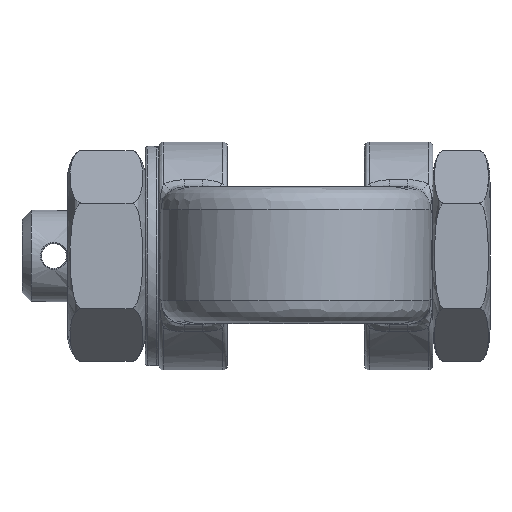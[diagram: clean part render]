
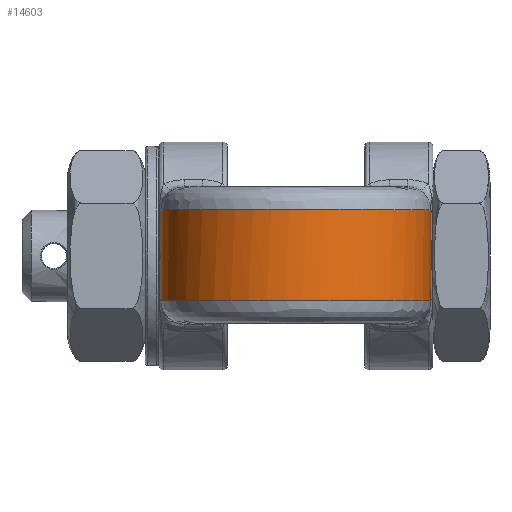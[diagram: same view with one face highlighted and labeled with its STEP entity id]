
A CAD part, top view. The second image highlights one B-rep face of the part: STEP entity #14603.
In plain terms, the highlighted free-form (B-spline) face has degree [2, 1] with [5, 2] control points.
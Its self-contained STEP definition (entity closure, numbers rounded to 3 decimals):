
#810 = VERTEX_POINT('',#811);
#811 = CARTESIAN_POINT('',(-48.415,-10.88,
    87.039));
#1729 = VERTEX_POINT('',#1730);
#1730 = CARTESIAN_POINT('',(15.776,-10.88,
    87.039));
#1754 = VERTEX_POINT('',#1755);
#1755 = CARTESIAN_POINT('',(15.776,10.88,
    87.039));
#1760 = EDGE_CURVE('',#1729,#1754,#1761,.T.);
#1761 = B_SPLINE_CURVE_WITH_KNOTS('',1,(#1762,#1763),.UNSPECIFIED.,.F.,
  .F.,(2,2),(-25.,-5.),.PIECEWISE_BEZIER_KNOTS.);
#1762 = CARTESIAN_POINT('',(15.776,-10.88,
    87.039));
#1763 = CARTESIAN_POINT('',(15.776,10.88,
    87.039));
#14456 = VERTEX_POINT('',#14457);
#14457 = CARTESIAN_POINT('',(-48.415,10.88,
    87.039));
#14463 = EDGE_CURVE('',#14456,#1754,#14464,.T.);
#14464 = ( BOUNDED_CURVE() B_SPLINE_CURVE(2,(#14465,#14466,#14467,#14468
,#14469),.UNSPECIFIED.,.F.,.F.) B_SPLINE_CURVE_WITH_KNOTS((3,2,3),(
    4.712,6.283,7.854),
.PIECEWISE_BEZIER_KNOTS.) CURVE() GEOMETRIC_REPRESENTATION_ITEM() 
RATIONAL_B_SPLINE_CURVE((1.,0.707,1.,0.707,1.)) 
REPRESENTATION_ITEM('') );
#14465 = CARTESIAN_POINT('',(-48.415,10.88,
    87.039));
#14466 = CARTESIAN_POINT('',(-48.415,10.88,
    119.134));
#14467 = CARTESIAN_POINT('',(-16.32,10.88,
    119.134));
#14468 = CARTESIAN_POINT('',(15.776,10.88,
    119.134));
#14469 = CARTESIAN_POINT('',(15.776,10.88,
    87.039));
#14564 = EDGE_CURVE('',#1729,#810,#14565,.T.);
#14565 = ( BOUNDED_CURVE() B_SPLINE_CURVE(2,(#14566,#14567,#14568,#14569
,#14570),.UNSPECIFIED.,.F.,.F.) B_SPLINE_CURVE_WITH_KNOTS((3,2,3),(
    4.712,6.283,7.854),
.PIECEWISE_BEZIER_KNOTS.) CURVE() GEOMETRIC_REPRESENTATION_ITEM() 
RATIONAL_B_SPLINE_CURVE((1.,0.707,1.,0.707,1.)) 
REPRESENTATION_ITEM('') );
#14566 = CARTESIAN_POINT('',(15.776,-10.88,
    87.039));
#14567 = CARTESIAN_POINT('',(15.776,-10.88,
    119.134));
#14568 = CARTESIAN_POINT('',(-16.32,-10.88,
    119.134));
#14569 = CARTESIAN_POINT('',(-48.415,-10.88,
    119.134));
#14570 = CARTESIAN_POINT('',(-48.415,-10.88,
    87.039));
#14593 = EDGE_CURVE('',#810,#14456,#14594,.T.);
#14594 = B_SPLINE_CURVE_WITH_KNOTS('',1,(#14595,#14596),.UNSPECIFIED.,
  .F.,.F.,(2,2),(-25.,-5.),.PIECEWISE_BEZIER_KNOTS.);
#14595 = CARTESIAN_POINT('',(-48.415,-10.88,
    87.039));
#14596 = CARTESIAN_POINT('',(-48.415,10.88,
    87.039));
#14603 = ADVANCED_FACE('',(#14604),#14610,.T.);
#14604 = FACE_BOUND('',#14605,.T.);
#14605 = EDGE_LOOP('',(#14606,#14607,#14608,#14609));
#14606 = ORIENTED_EDGE('',*,*,#14463,.F.);
#14607 = ORIENTED_EDGE('',*,*,#14593,.F.);
#14608 = ORIENTED_EDGE('',*,*,#14564,.F.);
#14609 = ORIENTED_EDGE('',*,*,#1760,.T.);
#14610 = ( BOUNDED_SURFACE() B_SPLINE_SURFACE(2,1,(
    (#14611,#14612)
    ,(#14613,#14614)
    ,(#14615,#14616)
    ,(#14617,#14618)
    ,(#14619,#14620
)),.UNSPECIFIED.,.F.,.F.,.F.) B_SPLINE_SURFACE_WITH_KNOTS((3,2,3),(2,2),
  (0.,1.571,3.142),(-10.,10.),
.PIECEWISE_BEZIER_KNOTS.) GEOMETRIC_REPRESENTATION_ITEM() 
RATIONAL_B_SPLINE_SURFACE((
    (1.,1.)
    ,(0.707,0.707)
    ,(1.,1.)
    ,(0.707,0.707)
,(1.,1.))) REPRESENTATION_ITEM('') SURFACE() );
#14611 = CARTESIAN_POINT('',(15.776,10.88,
    87.039));
#14612 = CARTESIAN_POINT('',(15.776,-10.88,
    87.039));
#14613 = CARTESIAN_POINT('',(15.776,10.88,
    119.134));
#14614 = CARTESIAN_POINT('',(15.776,-10.88,
    119.134));
#14615 = CARTESIAN_POINT('',(-16.32,10.88,
    119.134));
#14616 = CARTESIAN_POINT('',(-16.32,-10.88,
    119.134));
#14617 = CARTESIAN_POINT('',(-48.415,10.88,
    119.134));
#14618 = CARTESIAN_POINT('',(-48.415,-10.88,
    119.134));
#14619 = CARTESIAN_POINT('',(-48.415,10.88,
    87.039));
#14620 = CARTESIAN_POINT('',(-48.415,-10.88,
    87.039));
